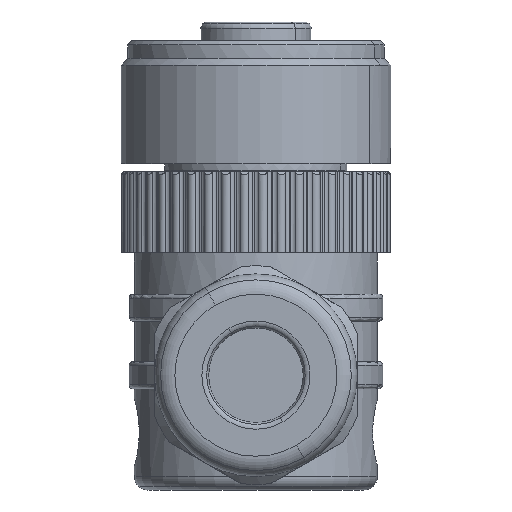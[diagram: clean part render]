
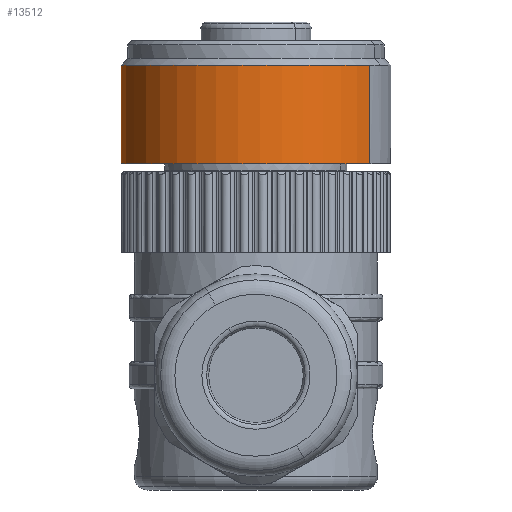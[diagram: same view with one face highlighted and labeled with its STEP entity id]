
A CAD part, front view. The second image highlights one B-rep face of the part: STEP entity #13512.
In plain terms, the highlighted cylindrical face has radius 10 mm (diameter 20 mm), a partial arc.
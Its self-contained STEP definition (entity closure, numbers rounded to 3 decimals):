
#4342=CARTESIAN_POINT('',(0.,0.,1.4));
#4343=DIRECTION('',(0.,0.,-1.));
#4344=DIRECTION('',(-0.707,-0.707,0.));
#4345=AXIS2_PLACEMENT_3D('',#4342,#4343,#4344);
#4347=CARTESIAN_POINT('',(0.,0.,1.4));
#4348=DIRECTION('',(0.,0.,-1.));
#4349=DIRECTION('',(0.844,-0.537,0.));
#4350=AXIS2_PLACEMENT_3D('',#4347,#4348,#4349);
#4362=DIRECTION('',(0.,0.,1.));
#4363=VECTOR('',#4362,7.3);
#4364=CARTESIAN_POINT('',(-8.439,5.365,1.4));
#4365=LINE('',#4364,#4363);
#4366=DIRECTION('',(0.,0.,1.));
#4367=VECTOR('',#4366,7.3);
#4368=CARTESIAN_POINT('',(8.439,-5.365,1.4));
#4369=LINE('',#4368,#4367);
#4370=CARTESIAN_POINT('',(0.,0.,8.7));
#4371=DIRECTION('',(0.,0.,1.));
#4372=DIRECTION('',(-0.707,-0.707,0.));
#4373=AXIS2_PLACEMENT_3D('',#4370,#4371,#4372);
#4375=CARTESIAN_POINT('',(0.,0.,8.7));
#4376=DIRECTION('',(0.,0.,1.));
#4377=DIRECTION('',(-0.924,0.383,0.));
#4378=AXIS2_PLACEMENT_3D('',#4375,#4376,#4377);
#4413=CARTESIAN_POINT('',(0.,0.,8.7));
#4414=DIRECTION('',(0.,0.,1.));
#4415=DIRECTION('',(-0.844,0.537,0.));
#4416=AXIS2_PLACEMENT_3D('',#4413,#4414,#4415);
#7477=CARTESIAN_POINT('',(8.439,-5.365,1.4));
#7478=CARTESIAN_POINT('',(8.439,-5.365,8.7));
#7479=VERTEX_POINT('',#7477);
#7480=VERTEX_POINT('',#7478);
#7481=CARTESIAN_POINT('',(-8.439,5.365,1.4));
#7482=CARTESIAN_POINT('',(-8.439,5.365,8.7));
#7483=VERTEX_POINT('',#7481);
#7484=VERTEX_POINT('',#7482);
#7487=CARTESIAN_POINT('',(-7.071,-7.071,1.4));
#7488=VERTEX_POINT('',#7487);
#7494=CARTESIAN_POINT('',(-9.239,3.827,8.7));
#7496=VERTEX_POINT('',#7494);
#7497=CARTESIAN_POINT('',(-7.071,-7.071,8.7));
#7498=VERTEX_POINT('',#7497);
#13493=CARTESIAN_POINT('',(0.,0.,
3.271));
#13494=DIRECTION('',(0.,0.,1.));
#13495=DIRECTION('',(0.844,-0.537,0.));
#13496=AXIS2_PLACEMENT_3D('',#13493,#13494,#13495);
#13497=CYLINDRICAL_SURFACE('',#13496,10.);
#13498=ORIENTED_EDGE('',*,*,#13471,.T.);
#13499=ORIENTED_EDGE('',*,*,#13469,.T.);
#13501=ORIENTED_EDGE('',*,*,#13500,.T.);
#13503=ORIENTED_EDGE('',*,*,#13502,.T.);
#13505=ORIENTED_EDGE('',*,*,#13504,.T.);
#13507=ORIENTED_EDGE('',*,*,#13506,.T.);
#13509=ORIENTED_EDGE('',*,*,#13508,.F.);
#13510=EDGE_LOOP('',(#13498,#13499,#13501,#13503,#13505,#13507,#13509));
#13511=FACE_OUTER_BOUND('',#13510,.F.);
#13512=ADVANCED_FACE('',(#13511),#13497,.T.);
#4346=CIRCLE('',#4345,10.);
#4351=CIRCLE('',#4350,10.);
#4374=CIRCLE('',#4373,10.);
#4379=CIRCLE('',#4378,10.);
#4417=CIRCLE('',#4416,10.);
#13469=EDGE_CURVE('',#7488,#7483,#4346,.T.);
#13471=EDGE_CURVE('',#7479,#7488,#4351,.T.);
#13500=EDGE_CURVE('',#7483,#7484,#4365,.T.);
#13502=EDGE_CURVE('',#7484,#7496,#4417,.T.);
#13504=EDGE_CURVE('',#7496,#7498,#4379,.T.);
#13506=EDGE_CURVE('',#7498,#7480,#4374,.T.);
#13508=EDGE_CURVE('',#7479,#7480,#4369,.T.);
